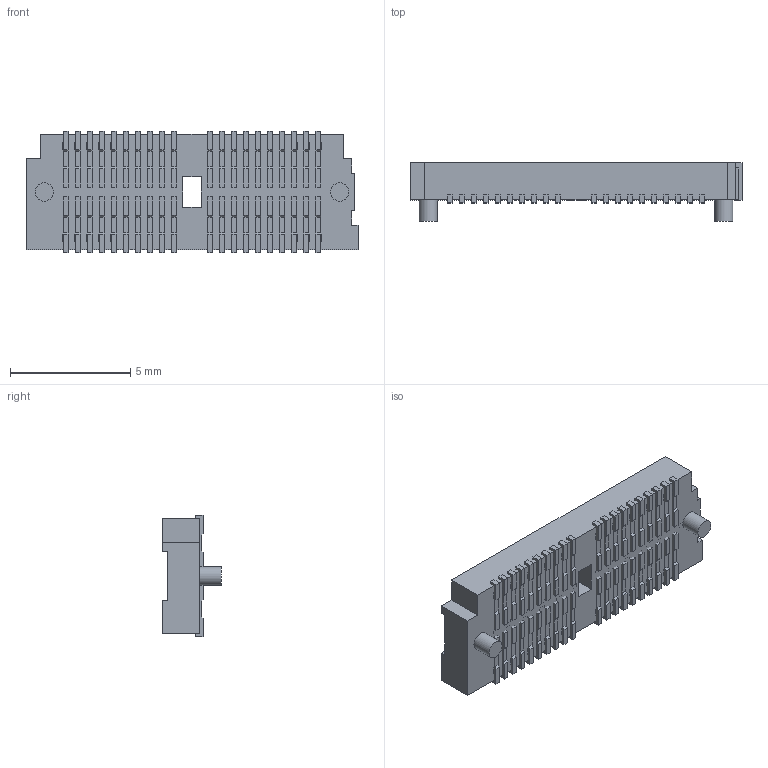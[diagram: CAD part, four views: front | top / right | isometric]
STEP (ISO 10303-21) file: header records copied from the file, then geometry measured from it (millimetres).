
FILE_DESCRIPTION( ( 'STEP AP214' ), '1' );
FILE_NAME( 'LTH-020-01-G-D-A.stp', '2020-04-15T02:26:00', ( 'License CC BY-ND 4.0' ), ( 'CADENAS' ), ' ', 'PARTsolutions', ' ' );
FILE_SCHEMA( ( 'AUTOMOTIVE_DESIGN { 1 0 10303 214 1 1 1 1 }' ) );
Length unit declared in the file: inch
Products named in the file (3): LTH-020-01-G-D-A; __bLTH-020-01-G-D-A; __pLTH-020-01-G-D-A
Assembly tree (2 placements, depth 2):
  LTH-020-01-G-D-A
    __bLTH-020-01-G-D-A
    __pLTH-020-01-G-D-A
Bounding box: 13.8 x 2.44 x 5.05 mm (x, y, z)
Volume: 78.1 mm3; surface area: 438 mm2
Topology: 2 solids, 2 shells, 944 faces, 2928 edges, 1952 vertices
Faces by surface type: plane 902, cylinder 42
Full cylindrical faces by diameter (mm): 0.762 x2
Entity records: 39736 total; most frequent: ORIENTED_EDGE 5852, CARTESIAN_POINT 5825, DIRECTION 4904, EDGE_CURVE 2926, LINE 2842, VECTOR 2842, VERTEX_POINT 1952, AXIS2_PLACEMENT_3D 1031
